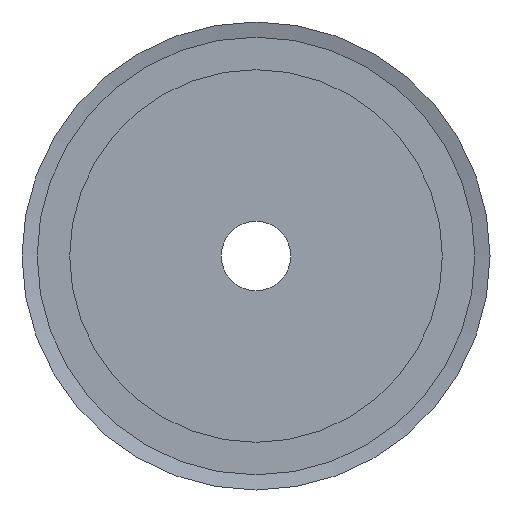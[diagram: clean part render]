
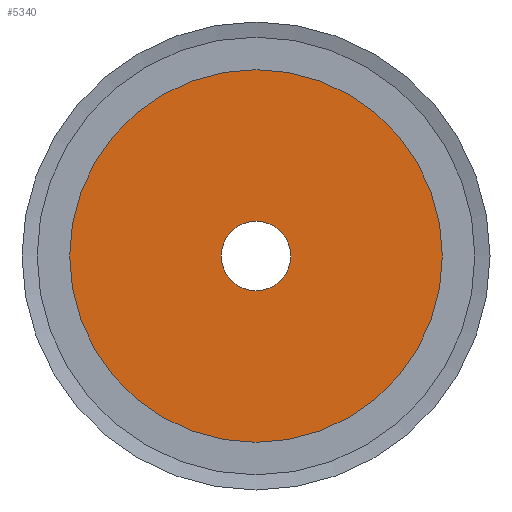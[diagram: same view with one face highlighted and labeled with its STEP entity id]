
A CAD part, left-side view. The second image highlights one B-rep face of the part: STEP entity #5340.
In plain terms, the highlighted planar face has unit normal (-1, 0, 0).
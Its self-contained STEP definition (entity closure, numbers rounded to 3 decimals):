
#1711=VERTEX_POINT('',#9162);
#1712=VERTEX_POINT('',#9164);
#2113=CIRCLE('',#6023,21.5);
#2114=CIRCLE('',#6024,4.);
#2689=EDGE_CURVE('',#1711,#1711,#2113,.T.);
#2690=EDGE_CURVE('',#1712,#1712,#2114,.T.);
#3558=ORIENTED_EDGE('',*,*,#2689,.F.);
#3559=ORIENTED_EDGE('',*,*,#2690,.T.);
#4736=EDGE_LOOP('',(#3558));
#4737=EDGE_LOOP('',(#3559));
#5039=FACE_BOUND('',#4736,.T.);
#5040=FACE_BOUND('',#4737,.T.);
#5340=ADVANCED_FACE('',(#5039,#5040),#9779,.F.);
#6022=AXIS2_PLACEMENT_3D('',#9160,#7236,$);
#6023=AXIS2_PLACEMENT_3D('',#9161,#7237,#7238);
#6024=AXIS2_PLACEMENT_3D('',#9163,#7239,#7240);
#7236=DIRECTION('',(1.,0.,0.));
#7237=DIRECTION('',(1.,0.,0.));
#7238=DIRECTION('',(0.,0.,-21.5));
#7239=DIRECTION('',(1.,0.,0.));
#7240=DIRECTION('',(0.,0.,-4.));
#9160=CARTESIAN_POINT('',(0.,0.,0.));
#9161=CARTESIAN_POINT('',(0.,0.,0.));
#9162=CARTESIAN_POINT('',(0.,0.,-21.5));
#9163=CARTESIAN_POINT('',(0.,0.,0.));
#9164=CARTESIAN_POINT('',(0.,0.,-4.));
#9779=PLANE('',#6022);
